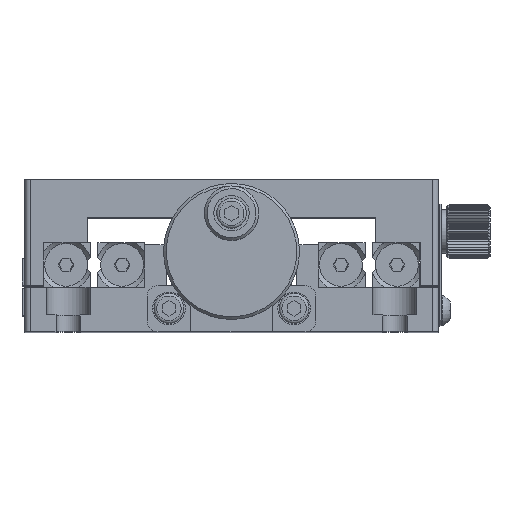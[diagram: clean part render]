
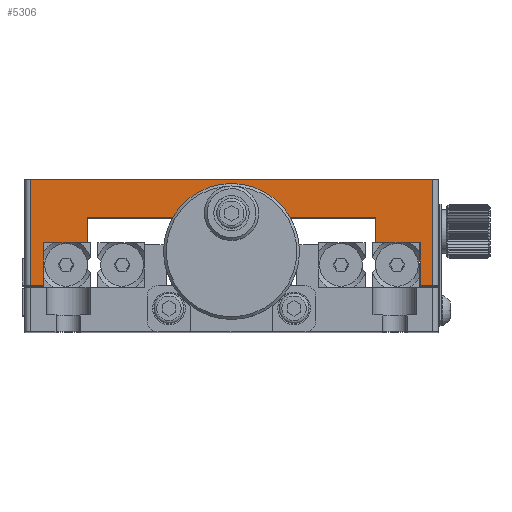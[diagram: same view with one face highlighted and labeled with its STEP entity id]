
A CAD part, top view. The second image highlights one B-rep face of the part: STEP entity #5306.
In plain terms, the highlighted planar face has unit normal (0, 0, 1).
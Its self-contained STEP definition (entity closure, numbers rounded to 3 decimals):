
#4704 = DIRECTION ( 'NONE',  ( 0., 1., 0. ) ) ;
#4883 = ORIENTED_EDGE ( 'NONE', *, *, #31477, .F. ) ;
#5032 = EDGE_CURVE ( 'NONE', #35621, #26180, #52146, .T. ) ;
#5306 = ADVANCED_FACE ( 'NONE', ( #22331 ), #18579, .F. ) ;
#5551 = CARTESIAN_POINT ( 'NONE',  ( -37., 28., 38. ) ) ;
#6295 = CARTESIAN_POINT ( 'NONE',  ( 37., 28., 38. ) ) ;
#6676 = CARTESIAN_POINT ( 'NONE',  ( 0., 28., 38. ) ) ;
#7058 = LINE ( 'NONE', #37426, #27458 ) ;
#7278 = VERTEX_POINT ( 'NONE', #11179 ) ;
#8155 = DIRECTION ( 'NONE',  ( 1., 0., 0. ) ) ;
#8234 = EDGE_CURVE ( 'NONE', #47471, #29596, #32738, .T. ) ;
#8593 = DIRECTION ( 'NONE',  ( 1., 0., 0. ) ) ;
#8666 = DIRECTION ( 'NONE',  ( 0., -1., 0. ) ) ;
#10660 = ORIENTED_EDGE ( 'NONE', *, *, #23261, .T. ) ;
#11016 = LINE ( 'NONE', #40518, #38690 ) ;
#11179 = CARTESIAN_POINT ( 'NONE',  ( -26.5, 16.4, 38. ) ) ;
#11815 = VECTOR ( 'NONE', #24024, 1000. ) ;
#12705 = DIRECTION ( 'NONE',  ( 1., 0., 0. ) ) ;
#12993 = LINE ( 'NONE', #30629, #22929 ) ;
#13876 = ORIENTED_EDGE ( 'NONE', *, *, #41233, .T. ) ;
#13937 = CARTESIAN_POINT ( 'NONE',  ( -34.5, 8.5, 38. ) ) ;
#14006 = EDGE_CURVE ( 'NONE', #45674, #53440, #55868, .T. ) ;
#14990 = VECTOR ( 'NONE', #36518, 1000. ) ;
#15070 = DIRECTION ( 'NONE',  ( -1., 0., 0. ) ) ;
#15073 = LINE ( 'NONE', #28359, #11815 ) ;
#16449 = LINE ( 'NONE', #56655, #45143 ) ;
#16880 = CARTESIAN_POINT ( 'NONE',  ( 26.5, 16.4, 38. ) ) ;
#18579 = PLANE ( 'NONE',  #35038 ) ;
#20841 = VERTEX_POINT ( 'NONE', #23796 ) ;
#21023 = VERTEX_POINT ( 'NONE', #13937 ) ;
#21462 = VECTOR ( 'NONE', #12705, 1000. ) ;
#21605 = VECTOR ( 'NONE', #55173, 1000. ) ;
#22331 = FACE_OUTER_BOUND ( 'NONE', #42376, .T. ) ;
#22481 = LINE ( 'NONE', #25951, #43809 ) ;
#22929 = VECTOR ( 'NONE', #8666, 1000. ) ;
#23261 = EDGE_CURVE ( 'NONE', #31029, #47471, #15073, .T. ) ;
#23627 = EDGE_CURVE ( 'NONE', #53440, #35621, #12993, .T. ) ;
#23691 = ORIENTED_EDGE ( 'NONE', *, *, #5032, .T. ) ;
#23796 = CARTESIAN_POINT ( 'NONE',  ( -37., 8.5, 38. ) ) ;
#24024 = DIRECTION ( 'NONE',  ( 0., 1., 0. ) ) ;
#24384 = ORIENTED_EDGE ( 'NONE', *, *, #35579, .T. ) ;
#25951 = CARTESIAN_POINT ( 'NONE',  ( -26.5, 16.4, 38. ) ) ;
#26180 = VERTEX_POINT ( 'NONE', #39461 ) ;
#26391 = CARTESIAN_POINT ( 'NONE',  ( -26.5, 21., 38. ) ) ;
#27458 = VECTOR ( 'NONE', #46391, 1000. ) ;
#28359 = CARTESIAN_POINT ( 'NONE',  ( 37., 28., 38. ) ) ;
#28647 = DIRECTION ( 'NONE',  ( 1., 0., 0. ) ) ;
#29596 = VERTEX_POINT ( 'NONE', #5551 ) ;
#29938 = EDGE_CURVE ( 'NONE', #41046, #7278, #22481, .T. ) ;
#30145 = VECTOR ( 'NONE', #4704, 1000. ) ;
#30336 = VECTOR ( 'NONE', #41288, 1000. ) ;
#30629 = CARTESIAN_POINT ( 'NONE',  ( 26.5, 16.4, 38. ) ) ;
#31029 = VERTEX_POINT ( 'NONE', #49387 ) ;
#31477 = EDGE_CURVE ( 'NONE', #31568, #26180, #55783, .T. ) ;
#31568 = VERTEX_POINT ( 'NONE', #44347 ) ;
#32738 = LINE ( 'NONE', #33013, #14990 ) ;
#33013 = CARTESIAN_POINT ( 'NONE',  ( -38., 28., 38. ) ) ;
#34938 = ORIENTED_EDGE ( 'NONE', *, *, #38605, .T. ) ;
#35038 = AXIS2_PLACEMENT_3D ( 'NONE', #6676, #36740, #15070 ) ;
#35532 = ORIENTED_EDGE ( 'NONE', *, *, #38790, .T. ) ;
#35579 = EDGE_CURVE ( 'NONE', #7278, #45674, #51882, .T. ) ;
#35621 = VERTEX_POINT ( 'NONE', #16880 ) ;
#36147 = ORIENTED_EDGE ( 'NONE', *, *, #23627, .T. ) ;
#36518 = DIRECTION ( 'NONE',  ( -1., 0., 0. ) ) ;
#36740 = DIRECTION ( 'NONE',  ( 0., 0., -1. ) ) ;
#37426 = CARTESIAN_POINT ( 'NONE',  ( -37., 28., 38. ) ) ;
#37535 = CARTESIAN_POINT ( 'NONE',  ( 26.5, 21., 38. ) ) ;
#38605 = EDGE_CURVE ( 'NONE', #31568, #31029, #42164, .T. ) ;
#38690 = VECTOR ( 'NONE', #28647, 1000. ) ;
#38772 = VECTOR ( 'NONE', #8155, 1000. ) ;
#38790 = EDGE_CURVE ( 'NONE', #21023, #41046, #16449, .T. ) ;
#39461 = CARTESIAN_POINT ( 'NONE',  ( 34.7, 16.4, 38. ) ) ;
#40518 = CARTESIAN_POINT ( 'NONE',  ( -34.5, 8.5, 38. ) ) ;
#41046 = VERTEX_POINT ( 'NONE', #51756 ) ;
#41233 = EDGE_CURVE ( 'NONE', #29596, #20841, #7058, .T. ) ;
#41288 = DIRECTION ( 'NONE',  ( 1., 0., 0. ) ) ;
#41585 = CARTESIAN_POINT ( 'NONE',  ( 38., 8.5, 38. ) ) ;
#42164 = LINE ( 'NONE', #41585, #30336 ) ;
#42376 = EDGE_LOOP ( 'NONE', ( #55319, #13876, #49232, #35532, #54523, #24384, #53242, #36147, #23691, #4883, #34938, #10660 ) ) ;
#43809 = VECTOR ( 'NONE', #8593, 1000. ) ;
#44347 = CARTESIAN_POINT ( 'NONE',  ( 34.7, 8.5, 38. ) ) ;
#45143 = VECTOR ( 'NONE', #47671, 1000. ) ;
#45674 = VERTEX_POINT ( 'NONE', #51078 ) ;
#46294 = EDGE_CURVE ( 'NONE', #20841, #21023, #11016, .T. ) ;
#46391 = DIRECTION ( 'NONE',  ( 0., -1., 0. ) ) ;
#47471 = VERTEX_POINT ( 'NONE', #6295 ) ;
#47671 = DIRECTION ( 'NONE',  ( 0., 1., 0. ) ) ;
#47783 = CARTESIAN_POINT ( 'NONE',  ( 34.5, 16.4, 38. ) ) ;
#49232 = ORIENTED_EDGE ( 'NONE', *, *, #46294, .T. ) ;
#49387 = CARTESIAN_POINT ( 'NONE',  ( 37., 8.5, 38. ) ) ;
#51078 = CARTESIAN_POINT ( 'NONE',  ( -26.5, 21., 38. ) ) ;
#51756 = CARTESIAN_POINT ( 'NONE',  ( -34.5, 16.4, 38. ) ) ;
#51882 = LINE ( 'NONE', #26391, #30145 ) ;
#52146 = LINE ( 'NONE', #47783, #38772 ) ;
#52920 = CARTESIAN_POINT ( 'NONE',  ( 26.5, 21., 38. ) ) ;
#53242 = ORIENTED_EDGE ( 'NONE', *, *, #14006, .T. ) ;
#53440 = VERTEX_POINT ( 'NONE', #37535 ) ;
#54523 = ORIENTED_EDGE ( 'NONE', *, *, #29938, .T. ) ;
#55173 = DIRECTION ( 'NONE',  ( 0., 1., 0. ) ) ;
#55319 = ORIENTED_EDGE ( 'NONE', *, *, #8234, .T. ) ;
#55478 = CARTESIAN_POINT ( 'NONE',  ( 34.7, 8.5, 38. ) ) ;
#55783 = LINE ( 'NONE', #55478, #21605 ) ;
#55868 = LINE ( 'NONE', #52920, #21462 ) ;
#56655 = CARTESIAN_POINT ( 'NONE',  ( -34.5, 16.4, 38. ) ) ;
